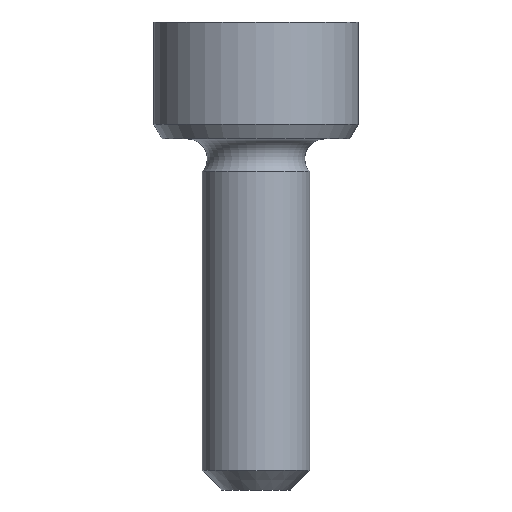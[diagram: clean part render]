
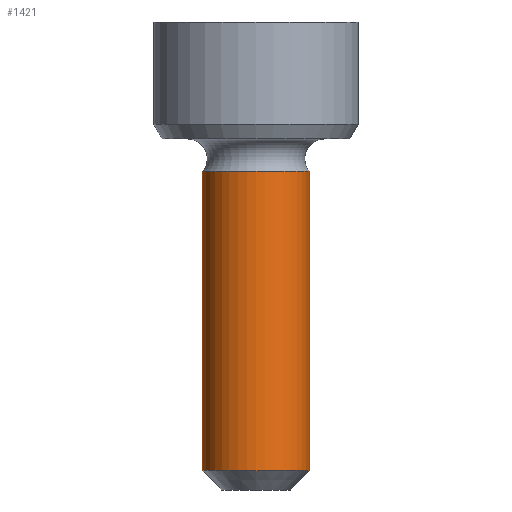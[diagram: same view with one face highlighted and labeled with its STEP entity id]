
A CAD part, front view. The second image highlights one B-rep face of the part: STEP entity #1421.
In plain terms, the highlighted cylindrical face has radius 0.55 mm (diameter 1.1 mm), a full revolution.
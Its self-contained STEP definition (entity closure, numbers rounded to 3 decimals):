
#67=CYLINDRICAL_SURFACE('',#1498,0.55);
#153=FACE_OUTER_BOUND('',#233,.T.);
#233=EDGE_LOOP('',(#1262,#1263,#1264,#1265,#1266));
#328=LINE('',#3029,#416);
#416=VECTOR('',#1700,0.55);
#437=CIRCLE('',#1497,0.55);
#438=CIRCLE('',#1499,0.55);
#439=CIRCLE('',#1500,0.55);
#680=VERTEX_POINT('',#3021);
#681=VERTEX_POINT('',#3025);
#682=VERTEX_POINT('',#3026);
#889=EDGE_CURVE('',#680,#680,#437,.T.);
#891=EDGE_CURVE('',#681,#682,#438,.T.);
#892=EDGE_CURVE('',#682,#681,#439,.T.);
#893=EDGE_CURVE('',#682,#680,#328,.T.);
#1262=ORIENTED_EDGE('',*,*,#891,.F.);
#1263=ORIENTED_EDGE('',*,*,#892,.F.);
#1264=ORIENTED_EDGE('',*,*,#893,.T.);
#1265=ORIENTED_EDGE('',*,*,#889,.T.);
#1266=ORIENTED_EDGE('',*,*,#893,.F.);
#1421=ADVANCED_FACE('',(#153),#67,.T.);
#1497=AXIS2_PLACEMENT_3D('',#3022,#1691,#1692);
#1498=AXIS2_PLACEMENT_3D('',#3024,#1694,#1695);
#1499=AXIS2_PLACEMENT_3D('',#3027,#1696,#1697);
#1500=AXIS2_PLACEMENT_3D('',#3028,#1698,#1699);
#1691=DIRECTION('center_axis',(0.,0.,1.));
#1692=DIRECTION('ref_axis',(0.,-1.,0.));
#1694=DIRECTION('center_axis',(0.,0.,1.));
#1695=DIRECTION('ref_axis',(0.,-1.,0.));
#1696=DIRECTION('center_axis',(0.,0.,1.));
#1697=DIRECTION('ref_axis',(0.,-1.,0.));
#1698=DIRECTION('center_axis',(0.,0.,1.));
#1699=DIRECTION('ref_axis',(0.,-1.,0.));
#1700=DIRECTION('',(0.,0.,-1.));
#3021=CARTESIAN_POINT('',(0.,0.55,-3.4));
#3022=CARTESIAN_POINT('Origin',(0.,0.,-3.4));
#3024=CARTESIAN_POINT('Origin',(0.,0.,-1.866));
#3025=CARTESIAN_POINT('',(-0.55,0.,-0.332));
#3026=CARTESIAN_POINT('',(0.,0.55,-0.332));
#3027=CARTESIAN_POINT('Origin',(0.,0.,-0.332));
#3028=CARTESIAN_POINT('Origin',(0.,0.,-0.332));
#3029=CARTESIAN_POINT('',(0.,0.55,-1.866));
